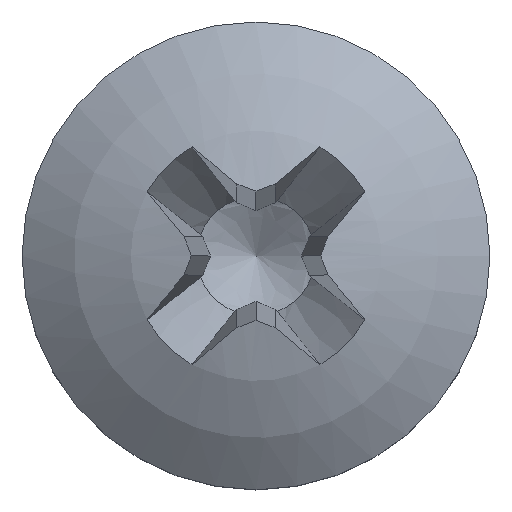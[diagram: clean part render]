
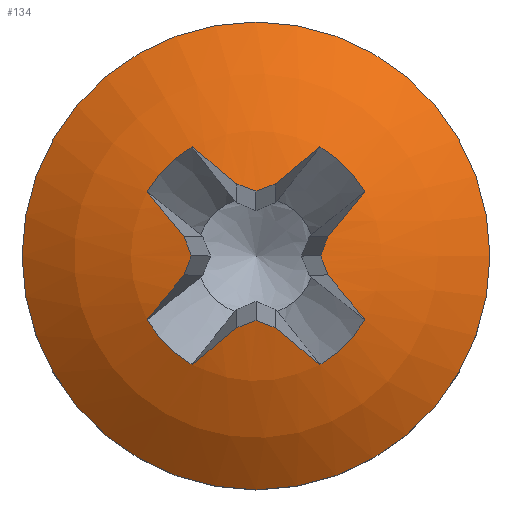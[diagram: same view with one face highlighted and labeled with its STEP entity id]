
A CAD part, top view. The second image highlights one B-rep face of the part: STEP entity #134.
In plain terms, the highlighted spherical face has radius 4 mm.
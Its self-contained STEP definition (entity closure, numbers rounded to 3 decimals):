
#21 = EDGE_CURVE('',#22,#22,#24,.T.);
#22 = VERTEX_POINT('',#23);
#23 = CARTESIAN_POINT('',(2.5,0.,12.222));
#24 = CIRCLE('',#25,2.5);
#25 = AXIS2_PLACEMENT_3D('',#26,#27,#28);
#26 = CARTESIAN_POINT('',(0.,0.,12.222));
#27 = DIRECTION('',(0.,0.,1.));
#28 = DIRECTION('',(1.,0.,0.));
#134 = ADVANCED_FACE('',(#135),#326,.T.);
#135 = FACE_BOUND('',#136,.F.);
#136 = EDGE_LOOP('',(#137,#148,#155,#156,#157,#166,#175,#184,#193,#202,
    #211,#220,#229,#238,#247,#256,#265,#274,#283,#292,#301,#310,#319));
#137 = ORIENTED_EDGE('',*,*,#138,.T.);
#138 = EDGE_CURVE('',#139,#141,#143,.T.);
#139 = VERTEX_POINT('',#140);
#140 = CARTESIAN_POINT('',(0.768,-0.205,13.02));
#141 = VERTEX_POINT('',#142);
#142 = CARTESIAN_POINT('',(0.692,0.,13.04));
#143 = CIRCLE('',#144,3.995);
#144 = AXIS2_PLACEMENT_3D('',#145,#146,#147);
#145 = CARTESIAN_POINT('',(0.18,0.068,
    9.078));
#146 = DIRECTION('',(-0.928,-0.354,0.114));
#147 = DIRECTION('',(0.356,-0.934,0.));
#148 = ORIENTED_EDGE('',*,*,#149,.T.);
#149 = EDGE_CURVE('',#141,#22,#150,.T.);
#150 = CIRCLE('',#151,4.);
#151 = AXIS2_PLACEMENT_3D('',#152,#153,#154);
#152 = CARTESIAN_POINT('',(0.,0.,9.1));
#153 = DIRECTION('',(-0.,1.,0.));
#154 = DIRECTION('',(0.,0.,1.));
#155 = ORIENTED_EDGE('',*,*,#21,.F.);
#156 = ORIENTED_EDGE('',*,*,#149,.F.);
#157 = ORIENTED_EDGE('',*,*,#158,.T.);
#158 = EDGE_CURVE('',#141,#159,#161,.T.);
#159 = VERTEX_POINT('',#160);
#160 = CARTESIAN_POINT('',(0.768,0.205,13.02));
#161 = CIRCLE('',#162,3.995);
#162 = AXIS2_PLACEMENT_3D('',#163,#164,#165);
#163 = CARTESIAN_POINT('',(0.18,-0.068,
    9.078));
#164 = DIRECTION('',(-0.928,0.354,0.114));
#165 = DIRECTION('',(-0.356,-0.934,0.));
#166 = ORIENTED_EDGE('',*,*,#167,.T.);
#167 = EDGE_CURVE('',#159,#168,#170,.T.);
#168 = VERTEX_POINT('',#169);
#169 = CARTESIAN_POINT('',(1.164,0.684,12.865
    ));
#170 = CIRCLE('',#171,3.999);
#171 = AXIS2_PLACEMENT_3D('',#172,#173,#174);
#172 = CARTESIAN_POINT('',(0.062,-0.053,
    9.092));
#173 = DIRECTION('',(-0.752,0.652,0.092)
  );
#174 = DIRECTION('',(-0.655,-0.755,0.)
  );
#175 = ORIENTED_EDGE('',*,*,#176,.F.);
#176 = EDGE_CURVE('',#177,#168,#179,.T.);
#177 = VERTEX_POINT('',#178);
#178 = CARTESIAN_POINT('',(0.684,1.164,12.865
    ));
#179 = CIRCLE('',#180,1.35);
#180 = AXIS2_PLACEMENT_3D('',#181,#182,#183);
#181 = CARTESIAN_POINT('',(0.,0.,12.865));
#182 = DIRECTION('',(0.,-0.,-1.));
#183 = DIRECTION('',(1.,0.,0.));
#184 = ORIENTED_EDGE('',*,*,#185,.T.);
#185 = EDGE_CURVE('',#177,#186,#188,.T.);
#186 = VERTEX_POINT('',#187);
#187 = CARTESIAN_POINT('',(0.205,0.768,13.02));
#188 = CIRCLE('',#189,3.999);
#189 = AXIS2_PLACEMENT_3D('',#190,#191,#192);
#190 = CARTESIAN_POINT('',(-0.053,0.062,
    9.092));
#191 = DIRECTION('',(0.652,-0.752,0.092)
  );
#192 = DIRECTION('',(0.755,0.655,0.)
  );
#193 = ORIENTED_EDGE('',*,*,#194,.T.);
#194 = EDGE_CURVE('',#186,#195,#197,.T.);
#195 = VERTEX_POINT('',#196);
#196 = CARTESIAN_POINT('',(0.,0.692,
    13.04));
#197 = CIRCLE('',#198,3.995);
#198 = AXIS2_PLACEMENT_3D('',#199,#200,#201);
#199 = CARTESIAN_POINT('',(-0.068,0.18,
    9.078));
#200 = DIRECTION('',(0.354,-0.928,0.114));
#201 = DIRECTION('',(0.934,0.356,0.)
  );
#202 = ORIENTED_EDGE('',*,*,#203,.T.);
#203 = EDGE_CURVE('',#195,#204,#206,.T.);
#204 = VERTEX_POINT('',#205);
#205 = CARTESIAN_POINT('',(-0.205,0.768,13.02));
#206 = CIRCLE('',#207,3.995);
#207 = AXIS2_PLACEMENT_3D('',#208,#209,#210);
#208 = CARTESIAN_POINT('',(0.068,0.18,
    9.078));
#209 = DIRECTION('',(-0.354,-0.928,0.114));
#210 = DIRECTION('',(0.934,-0.356,0.));
#211 = ORIENTED_EDGE('',*,*,#212,.T.);
#212 = EDGE_CURVE('',#204,#213,#215,.T.);
#213 = VERTEX_POINT('',#214);
#214 = CARTESIAN_POINT('',(-0.684,1.164,
    12.865));
#215 = CIRCLE('',#216,3.999);
#216 = AXIS2_PLACEMENT_3D('',#217,#218,#219);
#217 = CARTESIAN_POINT('',(0.053,0.062,
    9.092));
#218 = DIRECTION('',(-0.652,-0.752,0.092)
  );
#219 = DIRECTION('',(0.755,-0.655,0.)
  );
#220 = ORIENTED_EDGE('',*,*,#221,.F.);
#221 = EDGE_CURVE('',#222,#213,#224,.T.);
#222 = VERTEX_POINT('',#223);
#223 = CARTESIAN_POINT('',(-1.164,0.684,
    12.865));
#224 = CIRCLE('',#225,1.35);
#225 = AXIS2_PLACEMENT_3D('',#226,#227,#228);
#226 = CARTESIAN_POINT('',(0.,0.,12.865));
#227 = DIRECTION('',(0.,-0.,-1.));
#228 = DIRECTION('',(1.,0.,0.));
#229 = ORIENTED_EDGE('',*,*,#230,.T.);
#230 = EDGE_CURVE('',#222,#231,#233,.T.);
#231 = VERTEX_POINT('',#232);
#232 = CARTESIAN_POINT('',(-0.768,0.205,13.02));
#233 = CIRCLE('',#234,3.999);
#234 = AXIS2_PLACEMENT_3D('',#235,#236,#237);
#235 = CARTESIAN_POINT('',(-0.062,-0.053,
    9.092));
#236 = DIRECTION('',(0.752,0.652,0.092));
#237 = DIRECTION('',(-0.655,0.755,0.)
  );
#238 = ORIENTED_EDGE('',*,*,#239,.T.);
#239 = EDGE_CURVE('',#231,#240,#242,.T.);
#240 = VERTEX_POINT('',#241);
#241 = CARTESIAN_POINT('',(-0.692,0.,
    13.04));
#242 = CIRCLE('',#243,3.995);
#243 = AXIS2_PLACEMENT_3D('',#244,#245,#246);
#244 = CARTESIAN_POINT('',(-0.18,-0.068,
    9.078));
#245 = DIRECTION('',(0.928,0.354,0.114));
#246 = DIRECTION('',(-0.356,0.934,0.)
  );
#247 = ORIENTED_EDGE('',*,*,#248,.T.);
#248 = EDGE_CURVE('',#240,#249,#251,.T.);
#249 = VERTEX_POINT('',#250);
#250 = CARTESIAN_POINT('',(-0.768,-0.205,13.02));
#251 = CIRCLE('',#252,3.995);
#252 = AXIS2_PLACEMENT_3D('',#253,#254,#255);
#253 = CARTESIAN_POINT('',(-0.18,0.068,
    9.078));
#254 = DIRECTION('',(0.928,-0.354,0.114));
#255 = DIRECTION('',(0.356,0.934,0.));
#256 = ORIENTED_EDGE('',*,*,#257,.T.);
#257 = EDGE_CURVE('',#249,#258,#260,.T.);
#258 = VERTEX_POINT('',#259);
#259 = CARTESIAN_POINT('',(-1.164,-0.684,
    12.865));
#260 = CIRCLE('',#261,3.999);
#261 = AXIS2_PLACEMENT_3D('',#262,#263,#264);
#262 = CARTESIAN_POINT('',(-0.062,0.053,
    9.092));
#263 = DIRECTION('',(0.752,-0.652,0.092)
  );
#264 = DIRECTION('',(0.655,0.755,0.)
  );
#265 = ORIENTED_EDGE('',*,*,#266,.F.);
#266 = EDGE_CURVE('',#267,#258,#269,.T.);
#267 = VERTEX_POINT('',#268);
#268 = CARTESIAN_POINT('',(-0.684,-1.164,
    12.865));
#269 = CIRCLE('',#270,1.35);
#270 = AXIS2_PLACEMENT_3D('',#271,#272,#273);
#271 = CARTESIAN_POINT('',(0.,0.,12.865));
#272 = DIRECTION('',(0.,-0.,-1.));
#273 = DIRECTION('',(1.,0.,0.));
#274 = ORIENTED_EDGE('',*,*,#275,.T.);
#275 = EDGE_CURVE('',#267,#276,#278,.T.);
#276 = VERTEX_POINT('',#277);
#277 = CARTESIAN_POINT('',(-0.205,-0.768,13.02));
#278 = CIRCLE('',#279,3.999);
#279 = AXIS2_PLACEMENT_3D('',#280,#281,#282);
#280 = CARTESIAN_POINT('',(0.053,-0.062,
    9.092));
#281 = DIRECTION('',(-0.652,0.752,0.092)
  );
#282 = DIRECTION('',(-0.755,-0.655,0.)
  );
#283 = ORIENTED_EDGE('',*,*,#284,.T.);
#284 = EDGE_CURVE('',#276,#285,#287,.T.);
#285 = VERTEX_POINT('',#286);
#286 = CARTESIAN_POINT('',(0.,-0.692,
    13.04));
#287 = CIRCLE('',#288,3.995);
#288 = AXIS2_PLACEMENT_3D('',#289,#290,#291);
#289 = CARTESIAN_POINT('',(0.068,-0.18,
    9.078));
#290 = DIRECTION('',(-0.354,0.928,0.114));
#291 = DIRECTION('',(-0.934,-0.356,0.));
#292 = ORIENTED_EDGE('',*,*,#293,.T.);
#293 = EDGE_CURVE('',#285,#294,#296,.T.);
#294 = VERTEX_POINT('',#295);
#295 = CARTESIAN_POINT('',(0.205,-0.768,13.02));
#296 = CIRCLE('',#297,3.995);
#297 = AXIS2_PLACEMENT_3D('',#298,#299,#300);
#298 = CARTESIAN_POINT('',(-0.068,-0.18,
    9.078));
#299 = DIRECTION('',(0.354,0.928,0.114));
#300 = DIRECTION('',(-0.934,0.356,0.));
#301 = ORIENTED_EDGE('',*,*,#302,.T.);
#302 = EDGE_CURVE('',#294,#303,#305,.T.);
#303 = VERTEX_POINT('',#304);
#304 = CARTESIAN_POINT('',(0.684,-1.164,
    12.865));
#305 = CIRCLE('',#306,3.999);
#306 = AXIS2_PLACEMENT_3D('',#307,#308,#309);
#307 = CARTESIAN_POINT('',(-0.053,-0.062,
    9.092));
#308 = DIRECTION('',(0.652,0.752,0.092));
#309 = DIRECTION('',(-0.755,0.655,0.)
  );
#310 = ORIENTED_EDGE('',*,*,#311,.F.);
#311 = EDGE_CURVE('',#312,#303,#314,.T.);
#312 = VERTEX_POINT('',#313);
#313 = CARTESIAN_POINT('',(1.164,-0.684,
    12.865));
#314 = CIRCLE('',#315,1.35);
#315 = AXIS2_PLACEMENT_3D('',#316,#317,#318);
#316 = CARTESIAN_POINT('',(0.,0.,12.865));
#317 = DIRECTION('',(0.,-0.,-1.));
#318 = DIRECTION('',(1.,0.,0.));
#319 = ORIENTED_EDGE('',*,*,#320,.T.);
#320 = EDGE_CURVE('',#312,#139,#321,.T.);
#321 = CIRCLE('',#322,3.999);
#322 = AXIS2_PLACEMENT_3D('',#323,#324,#325);
#323 = CARTESIAN_POINT('',(0.062,0.053,
    9.092));
#324 = DIRECTION('',(-0.752,-0.652,0.092)
  );
#325 = DIRECTION('',(0.655,-0.755,0.)
  );
#326 = SPHERICAL_SURFACE('',#327,4.);
#327 = AXIS2_PLACEMENT_3D('',#328,#329,#330);
#328 = CARTESIAN_POINT('',(0.,0.,9.1));
#329 = DIRECTION('',(-0.,-0.,-1.));
#330 = DIRECTION('',(1.,0.,0.));
